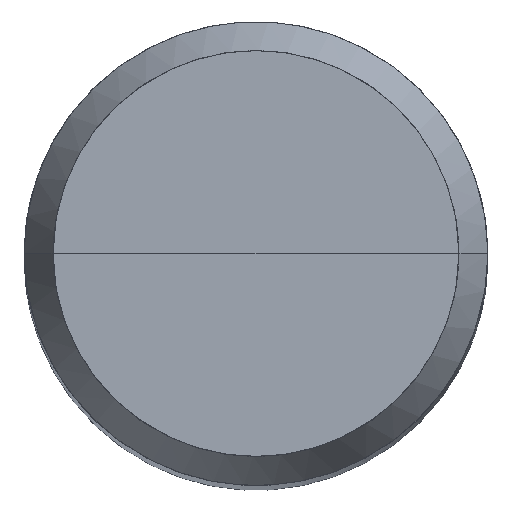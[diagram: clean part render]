
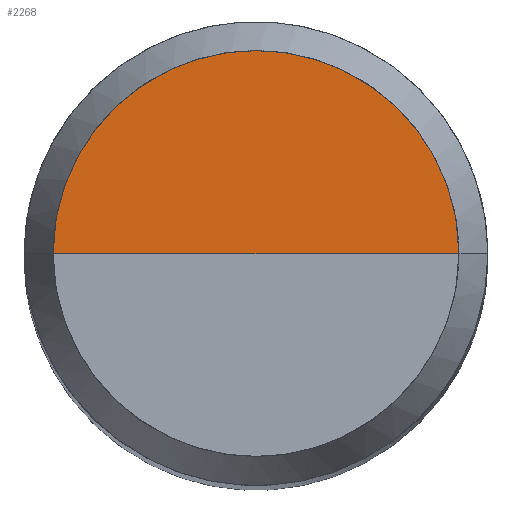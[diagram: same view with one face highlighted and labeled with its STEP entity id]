
A CAD part, top view. The second image highlights one B-rep face of the part: STEP entity #2268.
In plain terms, the highlighted free-form (B-spline) face has degree [1, 2] with [2, 5] control points.
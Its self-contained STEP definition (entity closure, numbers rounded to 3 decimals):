
#2002=CARTESIAN_POINT('',(3.5,0.0,50.0));
#2003=CARTESIAN_POINT('',(3.5,3.5,50.0));
#2004=CARTESIAN_POINT('',(0.0,3.5,50.0));
#2005=CARTESIAN_POINT('',(-3.5,3.5,50.0));
#2006=CARTESIAN_POINT('',(-3.5,0.0,50.0));
#2007=CARTESIAN_POINT('',(0.0,0.0,50.0));
#2253=(
BOUNDED_SURFACE()
B_SPLINE_SURFACE(1,2,(
(#2002,#2003,#2004,#2005,#2006),
(#2007,#2007,#2007,#2007,#2007)
), .UNSPECIFIED.,.F.,.F.,.F.)
B_SPLINE_SURFACE_WITH_KNOTS((2,2),(3,2,3),(
0.0,1.0),(
0.0,0.5,1.0), .UNSPECIFIED.)
GEOMETRIC_REPRESENTATION_ITEM()
RATIONAL_B_SPLINE_SURFACE(((1.0,0.707,1.0,0.707,1.0),
(1.0,0.707,1.0,0.707,1.0)
))
REPRESENTATION_ITEM('')
SURFACE()
);
#2254=(
BOUNDED_CURVE()
B_SPLINE_CURVE(2,(#2006,#2005,#2004,#2003,#2002),.UNSPECIFIED.,.F.,.F.)
B_SPLINE_CURVE_WITH_KNOTS((3,2,3),
(0.0,0.5,1.0),.UNSPECIFIED.)
CURVE()
GEOMETRIC_REPRESENTATION_ITEM()
RATIONAL_B_SPLINE_CURVE((1.0,0.707,1.0,0.707,1.0))
REPRESENTATION_ITEM('')
);
#2255=(
BOUNDED_CURVE()
B_SPLINE_CURVE(1,(#2002,#2007),.UNSPECIFIED.,.F.,.F.)
B_SPLINE_CURVE_WITH_KNOTS((2,2),
(0.0,1.0),.UNSPECIFIED.)
CURVE()
GEOMETRIC_REPRESENTATION_ITEM()
RATIONAL_B_SPLINE_CURVE((1.0,1.0))
REPRESENTATION_ITEM('')
);
#2256=(
BOUNDED_CURVE()
B_SPLINE_CURVE(1,(#2007,#2006),.UNSPECIFIED.,.F.,.F.)
B_SPLINE_CURVE_WITH_KNOTS((2,2),
(0.0,1.0),.UNSPECIFIED.)
CURVE()
GEOMETRIC_REPRESENTATION_ITEM()
RATIONAL_B_SPLINE_CURVE((1.0,1.0))
REPRESENTATION_ITEM('')
);
#2257=VERTEX_POINT('',#2002);
#2258=VERTEX_POINT('',#2006);
#2259=VERTEX_POINT('',#2007);
#2260=EDGE_CURVE('',#2258,#2257,#2254,.T.);
#2261=EDGE_CURVE('',#2257,#2259,#2255,.T.);
#2262=EDGE_CURVE('',#2259,#2258,#2256,.T.);
#2263=ORIENTED_EDGE('',*,*,#2260,.T.);
#2264=ORIENTED_EDGE('',*,*,#2261,.T.);
#2265=ORIENTED_EDGE('',*,*,#2262,.T.);
#2266=EDGE_LOOP('',(#2263,#2264,#2265));
#2267=FACE_OUTER_BOUND('',#2266,.T.);
#2268=ADVANCED_FACE('',(#2267),#2253,.T.);
